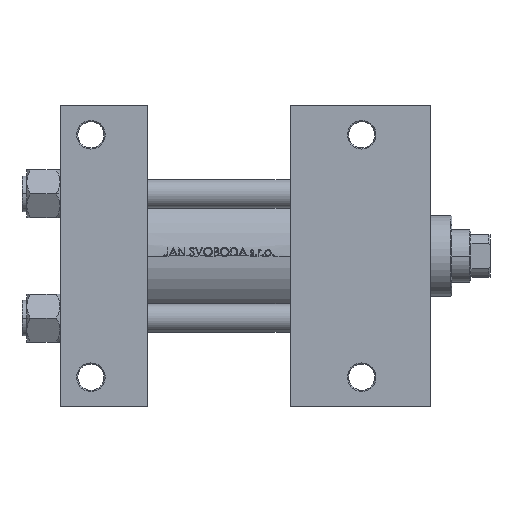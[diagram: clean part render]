
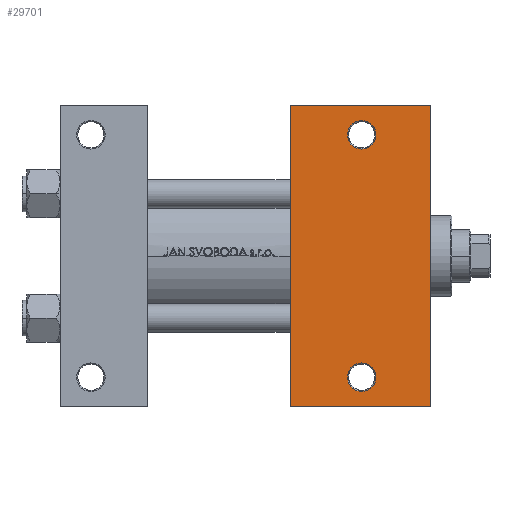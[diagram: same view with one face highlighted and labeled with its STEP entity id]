
A CAD part, front view. The second image highlights one B-rep face of the part: STEP entity #29701.
In plain terms, the highlighted face is planar.
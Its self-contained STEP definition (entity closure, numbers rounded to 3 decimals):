
#316 = CARTESIAN_POINT ( 'NONE',  ( 127., -51., -37.5 ) ) ;
#2077 = DIRECTION ( 'NONE',  ( 0., 0., 1. ) ) ;
#2090 = AXIS2_PLACEMENT_3D ( 'NONE', #316, #30528, #15656 ) ;
#2540 = VERTEX_POINT ( 'NONE', #10039 ) ;
#3628 = ORIENTED_EDGE ( 'NONE', *, *, #25201, .T. ) ;
#4125 = CARTESIAN_POINT ( 'NONE',  ( 97., 63.5, -37.5 ) ) ;
#5908 = VERTEX_POINT ( 'NONE', #29480 ) ;
#6611 = DIRECTION ( 'NONE',  ( 0., 0., 1. ) ) ;
#7261 = DIRECTION ( 'NONE',  ( -1., 0., 0. ) ) ;
#8082 = DIRECTION ( 'NONE',  ( 0., -1., 0. ) ) ;
#8810 = EDGE_LOOP ( 'NONE', ( #20575, #22764 ) ) ;
#10039 = CARTESIAN_POINT ( 'NONE',  ( 121.001, 51., -37.5 ) ) ;
#10442 = VECTOR ( 'NONE', #41551, 1000. ) ;
#10981 = VERTEX_POINT ( 'NONE', #15067 ) ;
#11016 = VERTEX_POINT ( 'NONE', #39113 ) ;
#12278 = LINE ( 'NONE', #26899, #46359 ) ;
#12369 = EDGE_LOOP ( 'NONE', ( #47153, #43131, #3628, #41205 ) ) ;
#12810 = DIRECTION ( 'NONE',  ( 0., -1., 0. ) ) ;
#13523 = CARTESIAN_POINT ( 'NONE',  ( 127., -51., -37.5 ) ) ;
#15067 = CARTESIAN_POINT ( 'NONE',  ( 132.999, 51., -37.5 ) ) ;
#15157 = FACE_BOUND ( 'NONE', #8810, .T. ) ;
#15275 = EDGE_CURVE ( 'NONE', #26782, #26183, #41788, .T. ) ;
#15506 = CIRCLE ( 'NONE', #2090, 5.999 ) ;
#15656 = DIRECTION ( 'NONE',  ( -1., 0., 0. ) ) ;
#16476 = EDGE_LOOP ( 'NONE', ( #23311, #48866 ) ) ;
#17181 = DIRECTION ( 'NONE',  ( -1., 0., 0. ) ) ;
#17487 = DIRECTION ( 'NONE',  ( 0., 0., 1. ) ) ;
#18770 = CARTESIAN_POINT ( 'NONE',  ( 156., 63.5, -37.5 ) ) ;
#19352 = CIRCLE ( 'NONE', #34390, 5.999 ) ;
#19939 = CIRCLE ( 'NONE', #32615, 5.999 ) ;
#20230 = CARTESIAN_POINT ( 'NONE',  ( 156., 37.5, -37.5 ) ) ;
#20575 = ORIENTED_EDGE ( 'NONE', *, *, #45959, .T. ) ;
#20905 = CARTESIAN_POINT ( 'NONE',  ( 127., 51., -37.5 ) ) ;
#21710 = DIRECTION ( 'NONE',  ( -1., 0., 0. ) ) ;
#22091 = EDGE_CURVE ( 'NONE', #2540, #10981, #19352, .T. ) ;
#22664 = EDGE_CURVE ( 'NONE', #10981, #2540, #33620, .T. ) ;
#22764 = ORIENTED_EDGE ( 'NONE', *, *, #27879, .T. ) ;
#23038 = VECTOR ( 'NONE', #23191, 1000. ) ;
#23191 = DIRECTION ( 'NONE',  ( -1., 0., 0. ) ) ;
#23311 = ORIENTED_EDGE ( 'NONE', *, *, #22091, .T. ) ;
#25009 = EDGE_CURVE ( 'NONE', #26782, #35324, #12278, .T. ) ;
#25201 = EDGE_CURVE ( 'NONE', #26183, #25476, #46023, .T. ) ;
#25476 = VERTEX_POINT ( 'NONE', #46638 ) ;
#26183 = VERTEX_POINT ( 'NONE', #18770 ) ;
#26329 = DIRECTION ( 'NONE',  ( 0., 0., -1. ) ) ;
#26564 = PLANE ( 'NONE',  #38559 ) ;
#26782 = VERTEX_POINT ( 'NONE', #33524 ) ;
#26899 = CARTESIAN_POINT ( 'NONE',  ( 97., 37.5, -37.5 ) ) ;
#27879 = EDGE_CURVE ( 'NONE', #5908, #11016, #15506, .T. ) ;
#29480 = CARTESIAN_POINT ( 'NONE',  ( 132.999, -51., -37.5 ) ) ;
#29649 = AXIS2_PLACEMENT_3D ( 'NONE', #48483, #6611, #21710 ) ;
#29701 = ADVANCED_FACE ( 'NONE', ( #45164, #15157, #41197 ), #26564, .T. ) ;
#30528 = DIRECTION ( 'NONE',  ( 0., 0., 1. ) ) ;
#32615 = AXIS2_PLACEMENT_3D ( 'NONE', #13523, #17487, #43772 ) ;
#33524 = CARTESIAN_POINT ( 'NONE',  ( 97., 63.5, -37.5 ) ) ;
#33620 = CIRCLE ( 'NONE', #29649, 5.999 ) ;
#34390 = AXIS2_PLACEMENT_3D ( 'NONE', #20905, #2077, #17181 ) ;
#35324 = VERTEX_POINT ( 'NONE', #42238 ) ;
#37481 = CARTESIAN_POINT ( 'NONE',  ( 156., 37.5, -37.5 ) ) ;
#38073 = CARTESIAN_POINT ( 'NONE',  ( 97., -63.5, -37.5 ) ) ;
#38559 = AXIS2_PLACEMENT_3D ( 'NONE', #37481, #26329, #7261 ) ;
#38564 = LINE ( 'NONE', #38073, #23038 ) ;
#39113 = CARTESIAN_POINT ( 'NONE',  ( 121., -51., -37.5 ) ) ;
#40069 = VECTOR ( 'NONE', #12810, 1000. ) ;
#41197 = FACE_OUTER_BOUND ( 'NONE', #12369, .T. ) ;
#41205 = ORIENTED_EDGE ( 'NONE', *, *, #44000, .T. ) ;
#41551 = DIRECTION ( 'NONE',  ( 1., 0., 0. ) ) ;
#41788 = LINE ( 'NONE', #4125, #10442 ) ;
#42238 = CARTESIAN_POINT ( 'NONE',  ( 97., -63.5, -37.5 ) ) ;
#43131 = ORIENTED_EDGE ( 'NONE', *, *, #15275, .T. ) ;
#43772 = DIRECTION ( 'NONE',  ( -1., 0., 0. ) ) ;
#44000 = EDGE_CURVE ( 'NONE', #25476, #35324, #38564, .T. ) ;
#45164 = FACE_BOUND ( 'NONE', #16476, .T. ) ;
#45959 = EDGE_CURVE ( 'NONE', #11016, #5908, #19939, .T. ) ;
#46023 = LINE ( 'NONE', #20230, #40069 ) ;
#46359 = VECTOR ( 'NONE', #8082, 1000. ) ;
#46638 = CARTESIAN_POINT ( 'NONE',  ( 156., -63.5, -37.5 ) ) ;
#47153 = ORIENTED_EDGE ( 'NONE', *, *, #25009, .F. ) ;
#48483 = CARTESIAN_POINT ( 'NONE',  ( 127., 51., -37.5 ) ) ;
#48866 = ORIENTED_EDGE ( 'NONE', *, *, #22664, .T. ) ;
